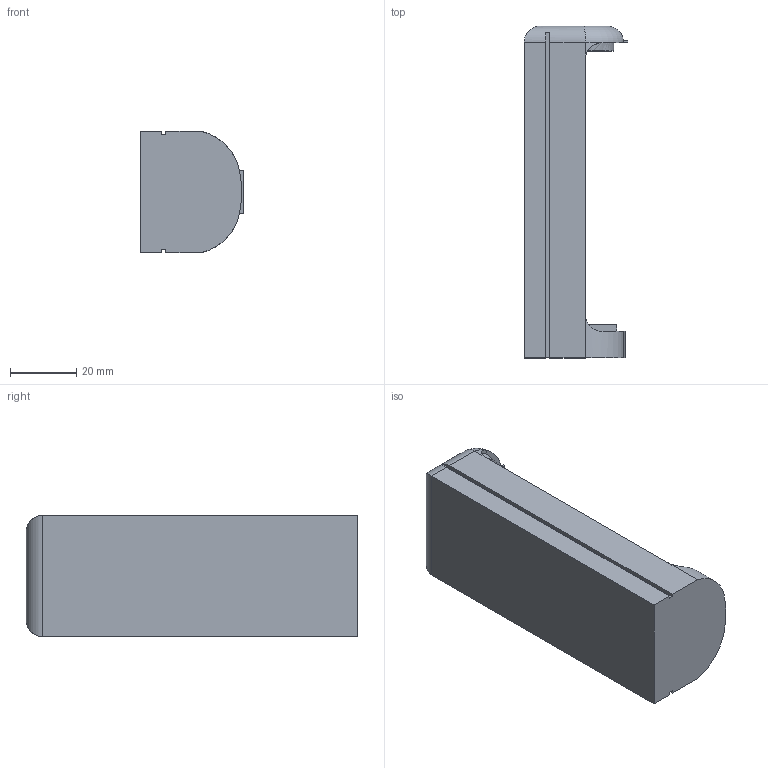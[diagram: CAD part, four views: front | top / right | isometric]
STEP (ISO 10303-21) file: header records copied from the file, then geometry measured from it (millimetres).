
FILE_DESCRIPTION(/* description */ (''),/* implementation_level */ '2;1');
FILE_NAME(/* name */ 'wiimote battery repurpose v5.stp',/* time_stamp */ '2021-10-12T21:22:06+01:00',/* author */ (''),/* organization */ (''),/* preprocessor_version */ 'ST-DEVELOPER v18.1',/* originating_system */ 'Autodesk Translation Framework v10.10.0.1391',/* authorisation */ '');
FILE_SCHEMA (('AUTOMOTIVE_DESIGN { 1 0 10303 214 3 1 1 }'));
Length unit declared in the file: millimetre
Products named in the file (1): wiimote battery repurpose
Bounding box: 31.33 x 100 x 36.5 mm (x, y, z)
Volume: 43090.9 mm3; surface area: 17956.2 mm2
Topology: 4 solids, 4 shells, 87 faces, 207 edges, 130 vertices
Faces by surface type: plane 72, cylinder 10, bspline 3, torus 2
Entity records: 2815 total; most frequent: CARTESIAN_POINT 806, ORIENTED_EDGE 414, DIRECTION 379, EDGE_CURVE 207, LINE 169, VECTOR 169, VERTEX_POINT 130, AXIS2_PLACEMENT_3D 105
